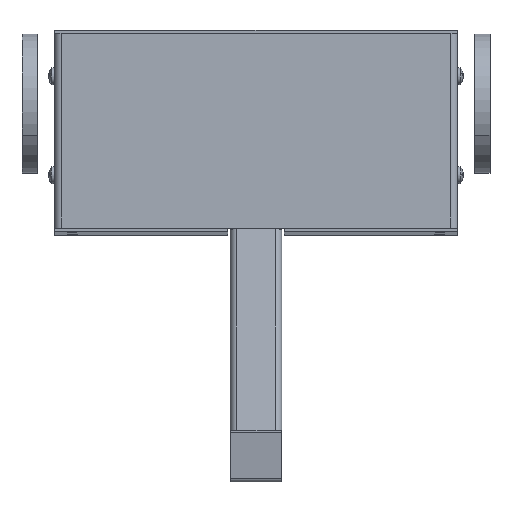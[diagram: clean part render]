
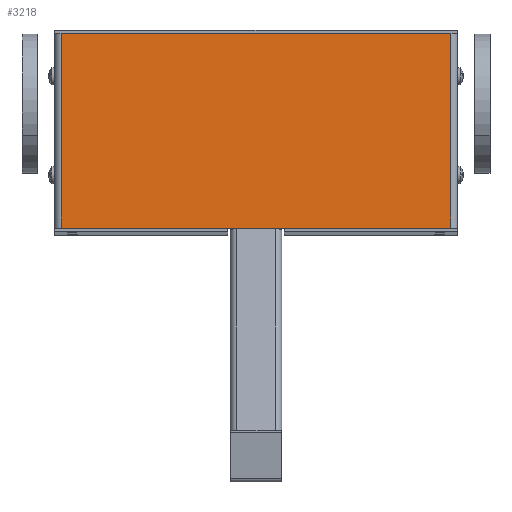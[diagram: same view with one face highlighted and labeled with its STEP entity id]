
A CAD part, front view. The second image highlights one B-rep face of the part: STEP entity #3218.
In plain terms, the highlighted face is planar.
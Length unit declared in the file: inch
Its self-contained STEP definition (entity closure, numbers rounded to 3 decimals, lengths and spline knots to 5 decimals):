
#421 = CARTESIAN_POINT ( 'NONE',  ( 7.735, 0., 3.805 ) ) ;
#532 = DIRECTION ( 'NONE',  ( 0., 0., -1. ) ) ;
#1499 = EDGE_LOOP ( 'NONE', ( #5407, #3007, #15454, #2997 ) ) ;
#2133 = CARTESIAN_POINT ( 'NONE',  ( 0., 0., 0. ) ) ;
#2997 = ORIENTED_EDGE ( 'NONE', *, *, #7288, .T. ) ;
#3007 = ORIENTED_EDGE ( 'NONE', *, *, #11621, .F. ) ;
#3218 = ADVANCED_FACE ( 'NONE', ( #15774 ), #17910, .F. ) ;
#3231 = CARTESIAN_POINT ( 'NONE',  ( 7.735, 0., 0. ) ) ;
#4352 = CARTESIAN_POINT ( 'NONE',  ( 0.125, 0., 0. ) ) ;
#4990 = VECTOR ( 'NONE', #6331, 39.37008 ) ;
#5288 = DIRECTION ( 'NONE',  ( 0., 0., 1. ) ) ;
#5407 = ORIENTED_EDGE ( 'NONE', *, *, #15165, .T. ) ;
#5466 = DIRECTION ( 'NONE',  ( 0., 1., 0. ) ) ;
#6302 = LINE ( 'NONE', #2133, #4990 ) ;
#6331 = DIRECTION ( 'NONE',  ( 1., 0., 0. ) ) ;
#6612 = DIRECTION ( 'NONE',  ( 1., 0., 0. ) ) ;
#6817 = CARTESIAN_POINT ( 'NONE',  ( 0., 0., 3.805 ) ) ;
#7288 = EDGE_CURVE ( 'NONE', #13779, #9227, #8747, .T. ) ;
#7689 = VECTOR ( 'NONE', #13859, 39.37008 ) ;
#7891 = CARTESIAN_POINT ( 'NONE',  ( 0., 0., 3.805 ) ) ;
#8747 = LINE ( 'NONE', #17996, #7689 ) ;
#8938 = EDGE_CURVE ( 'NONE', #13779, #15442, #12674, .T. ) ;
#9227 = VERTEX_POINT ( 'NONE', #4352 ) ;
#9283 = VECTOR ( 'NONE', #532, 39.37008 ) ;
#9560 = CARTESIAN_POINT ( 'NONE',  ( 0.125, 0., 3.805 ) ) ;
#10052 = VECTOR ( 'NONE', #6612, 39.37008 ) ;
#11621 = EDGE_CURVE ( 'NONE', #15442, #15069, #17991, .T. ) ;
#12674 = LINE ( 'NONE', #7891, #10052 ) ;
#13018 = AXIS2_PLACEMENT_3D ( 'NONE', #6817, #5466, #5288 ) ;
#13779 = VERTEX_POINT ( 'NONE', #9560 ) ;
#13859 = DIRECTION ( 'NONE',  ( 0., 0., -1. ) ) ;
#15069 = VERTEX_POINT ( 'NONE', #3231 ) ;
#15165 = EDGE_CURVE ( 'NONE', #9227, #15069, #6302, .T. ) ;
#15243 = CARTESIAN_POINT ( 'NONE',  ( 7.735, 0., 3.805 ) ) ;
#15442 = VERTEX_POINT ( 'NONE', #15243 ) ;
#15454 = ORIENTED_EDGE ( 'NONE', *, *, #8938, .F. ) ;
#15774 = FACE_OUTER_BOUND ( 'NONE', #1499, .T. ) ;
#17910 = PLANE ( 'NONE',  #13018 ) ;
#17991 = LINE ( 'NONE', #421, #9283 ) ;
#17996 = CARTESIAN_POINT ( 'NONE',  ( 0.125, 0., 3.805 ) ) ;
